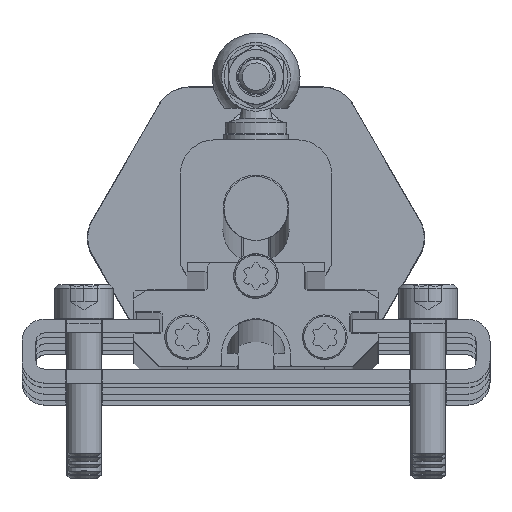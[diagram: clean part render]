
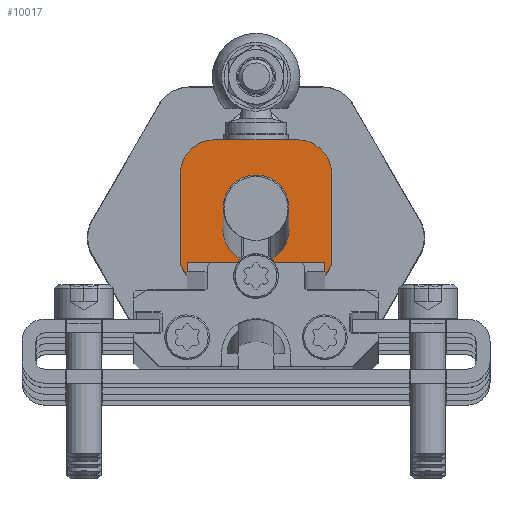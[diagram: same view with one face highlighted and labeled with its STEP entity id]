
A CAD part, top view. The second image highlights one B-rep face of the part: STEP entity #10017.
In plain terms, the highlighted planar face has unit normal (0, 0, 1).
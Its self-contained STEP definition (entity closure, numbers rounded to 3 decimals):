
#637=LINE('',#14958,#1289);
#667=LINE('',#15067,#1319);
#669=LINE('',#15072,#1321);
#673=LINE('',#15080,#1325);
#680=LINE('',#15097,#1332);
#681=LINE('',#15098,#1333);
#682=LINE('',#15100,#1334);
#683=LINE('',#15104,#1335);
#684=LINE('',#15108,#1336);
#685=LINE('',#15110,#1337);
#686=LINE('',#15112,#1338);
#687=LINE('',#15116,#1339);
#688=LINE('',#15118,#1340);
#689=LINE('',#15120,#1341);
#690=LINE('',#15122,#1342);
#691=LINE('',#15127,#1343);
#692=LINE('',#15129,#1344);
#693=LINE('',#15130,#1345);
#694=LINE('',#15134,#1346);
#695=LINE('',#15135,#1347);
#1289=VECTOR('',#12706,1000.);
#1319=VECTOR('',#12766,1000.);
#1321=VECTOR('',#12770,1000.);
#1325=VECTOR('',#12774,1000.);
#1332=VECTOR('',#12785,1000.);
#1333=VECTOR('',#12786,1000.);
#1334=VECTOR('',#12787,1000.);
#1335=VECTOR('',#12790,1000.);
#1336=VECTOR('',#12793,1000.);
#1337=VECTOR('',#12794,1000.);
#1338=VECTOR('',#12795,1000.);
#1339=VECTOR('',#12798,1000.);
#1340=VECTOR('',#12799,1000.);
#1341=VECTOR('',#12800,1000.);
#1342=VECTOR('',#12801,1000.);
#1343=VECTOR('',#12806,1000.);
#1344=VECTOR('',#12807,1000.);
#1345=VECTOR('',#12808,1000.);
#1346=VECTOR('',#12811,1000.);
#1347=VECTOR('',#12812,1000.);
#3235=ORIENTED_EDGE('',*,*,#4607,.F.);
#3236=ORIENTED_EDGE('',*,*,#4608,.F.);
#3237=ORIENTED_EDGE('',*,*,#4594,.T.);
#3238=ORIENTED_EDGE('',*,*,#4609,.T.);
#3239=ORIENTED_EDGE('',*,*,#4610,.T.);
#3240=ORIENTED_EDGE('',*,*,#4611,.T.);
#3241=ORIENTED_EDGE('',*,*,#4612,.T.);
#3242=ORIENTED_EDGE('',*,*,#4613,.F.);
#3243=ORIENTED_EDGE('',*,*,#4614,.T.);
#3244=ORIENTED_EDGE('',*,*,#4615,.T.);
#3245=ORIENTED_EDGE('',*,*,#4616,.T.);
#3246=ORIENTED_EDGE('',*,*,#4617,.T.);
#3247=ORIENTED_EDGE('',*,*,#4618,.T.);
#3248=ORIENTED_EDGE('',*,*,#4619,.T.);
#3249=ORIENTED_EDGE('',*,*,#4620,.T.);
#3250=ORIENTED_EDGE('',*,*,#4621,.T.);
#3251=ORIENTED_EDGE('',*,*,#4622,.T.);
#3252=ORIENTED_EDGE('',*,*,#4552,.T.);
#3253=ORIENTED_EDGE('',*,*,#4623,.T.);
#3254=ORIENTED_EDGE('',*,*,#4624,.T.);
#3255=ORIENTED_EDGE('',*,*,#4625,.T.);
#3256=ORIENTED_EDGE('',*,*,#4600,.T.);
#3257=ORIENTED_EDGE('',*,*,#4626,.T.);
#3258=ORIENTED_EDGE('',*,*,#4627,.T.);
#3259=ORIENTED_EDGE('',*,*,#4628,.T.);
#3260=ORIENTED_EDGE('',*,*,#4596,.T.);
#3261=ORIENTED_EDGE('',*,*,#4629,.F.);
#4552=EDGE_CURVE('',#5372,#5371,#637,.T.);
#4594=EDGE_CURVE('',#5396,#5403,#667,.T.);
#4596=EDGE_CURVE('',#5406,#5404,#669,.T.);
#4600=EDGE_CURVE('',#5410,#5409,#673,.T.);
#4607=EDGE_CURVE('',#5416,#5417,#5873,.T.);
#4608=EDGE_CURVE('',#5396,#5416,#680,.T.);
#4609=EDGE_CURVE('',#5403,#5418,#681,.T.);
#4610=EDGE_CURVE('',#5418,#5419,#682,.T.);
#4611=EDGE_CURVE('',#5419,#5420,#5874,.T.);
#4612=EDGE_CURVE('',#5420,#5421,#683,.T.);
#4613=EDGE_CURVE('',#5422,#5421,#5875,.T.);
#4614=EDGE_CURVE('',#5422,#5423,#684,.T.);
#4615=EDGE_CURVE('',#5423,#5424,#685,.T.);
#4616=EDGE_CURVE('',#5424,#5425,#686,.T.);
#4617=EDGE_CURVE('',#5425,#5426,#5876,.T.);
#4618=EDGE_CURVE('',#5426,#5427,#687,.T.);
#4619=EDGE_CURVE('',#5427,#5428,#688,.T.);
#4620=EDGE_CURVE('',#5428,#5429,#689,.T.);
#4621=EDGE_CURVE('',#5429,#5430,#690,.T.);
#4622=EDGE_CURVE('',#5430,#5372,#5877,.T.);
#4623=EDGE_CURVE('',#5371,#5431,#5878,.T.);
#4624=EDGE_CURVE('',#5431,#5432,#691,.T.);
#4625=EDGE_CURVE('',#5432,#5410,#692,.T.);
#4626=EDGE_CURVE('',#5409,#5433,#693,.T.);
#4627=EDGE_CURVE('',#5433,#5434,#5879,.T.);
#4628=EDGE_CURVE('',#5434,#5406,#694,.T.);
#4629=EDGE_CURVE('',#5417,#5404,#695,.T.);
#5371=VERTEX_POINT('',#14957);
#5372=VERTEX_POINT('',#14959);
#5396=VERTEX_POINT('',#15053);
#5403=VERTEX_POINT('',#15066);
#5404=VERTEX_POINT('',#15070);
#5406=VERTEX_POINT('',#15073);
#5409=VERTEX_POINT('',#15079);
#5410=VERTEX_POINT('',#15081);
#5416=VERTEX_POINT('',#15095);
#5417=VERTEX_POINT('',#15096);
#5418=VERTEX_POINT('',#15099);
#5419=VERTEX_POINT('',#15101);
#5420=VERTEX_POINT('',#15103);
#5421=VERTEX_POINT('',#15105);
#5422=VERTEX_POINT('',#15107);
#5423=VERTEX_POINT('',#15109);
#5424=VERTEX_POINT('',#15111);
#5425=VERTEX_POINT('',#15113);
#5426=VERTEX_POINT('',#15115);
#5427=VERTEX_POINT('',#15117);
#5428=VERTEX_POINT('',#15119);
#5429=VERTEX_POINT('',#15121);
#5430=VERTEX_POINT('',#15123);
#5431=VERTEX_POINT('',#15126);
#5432=VERTEX_POINT('',#15128);
#5433=VERTEX_POINT('',#15131);
#5434=VERTEX_POINT('',#15133);
#5873=CIRCLE('',#10803,4.81);
#5874=CIRCLE('',#10804,0.5);
#5875=CIRCLE('',#10805,0.5);
#5876=CIRCLE('',#10806,0.75);
#5877=CIRCLE('',#10807,5.);
#5878=CIRCLE('',#10808,5.);
#5879=CIRCLE('',#10809,0.75);
#6309=EDGE_LOOP('',(#3235,#3236,#3237,#3238,#3239,#3240,#3241,#3242,#3243,
#3244,#3245,#3246,#3247,#3248,#3249,#3250,#3251,#3252,#3253,#3254,#3255,
#3256,#3257,#3258,#3259,#3260,#3261));
#6824=FACE_BOUND('',#6309,.T.);
#7123=PLANE('',#10802);
#10017=ADVANCED_FACE('',(#6824),#7123,.T.);
#10802=AXIS2_PLACEMENT_3D('',#15093,#12781,#12782);
#10803=AXIS2_PLACEMENT_3D('',#15094,#12783,#12784);
#10804=AXIS2_PLACEMENT_3D('',#15102,#12788,#12789);
#10805=AXIS2_PLACEMENT_3D('',#15106,#12791,#12792);
#10806=AXIS2_PLACEMENT_3D('',#15114,#12796,#12797);
#10807=AXIS2_PLACEMENT_3D('',#15124,#12802,#12803);
#10808=AXIS2_PLACEMENT_3D('',#15125,#12804,#12805);
#10809=AXIS2_PLACEMENT_3D('',#15132,#12809,#12810);
#12706=DIRECTION('',(-1.,0.,0.));
#12766=DIRECTION('',(1.,0.,0.));
#12770=DIRECTION('',(1.,0.,0.));
#12774=DIRECTION('',(1.,0.,0.));
#12781=DIRECTION('',(0.,0.,1.));
#12782=DIRECTION('',(1.,0.,0.));
#12783=DIRECTION('',(0.,0.,1.));
#12784=DIRECTION('',(1.,0.,0.));
#12785=DIRECTION('',(0.,1.,0.));
#12786=DIRECTION('',(0.94,-0.342,0.));
#12787=DIRECTION('',(1.,0.,0.));
#12788=DIRECTION('',(0.,0.,1.));
#12789=DIRECTION('',(1.,0.,0.));
#12790=DIRECTION('',(0.5,0.866,0.));
#12791=DIRECTION('',(0.,0.,1.));
#12792=DIRECTION('',(1.,0.,0.));
#12793=DIRECTION('',(0.707,-0.707,0.));
#12794=DIRECTION('',(1.,0.,0.));
#12795=DIRECTION('',(0.,-1.,0.));
#12796=DIRECTION('',(0.,0.,1.));
#12797=DIRECTION('',(1.,0.,0.));
#12798=DIRECTION('',(0.,1.,0.));
#12799=DIRECTION('',(1.,0.,0.));
#12800=DIRECTION('',(0.5,0.866,0.));
#12801=DIRECTION('',(0.,1.,0.));
#12802=DIRECTION('',(0.,0.,1.));
#12803=DIRECTION('',(1.,0.,0.));
#12804=DIRECTION('',(0.,0.,1.));
#12805=DIRECTION('',(1.,0.,0.));
#12806=DIRECTION('',(0.,-1.,0.));
#12807=DIRECTION('',(0.5,-0.866,0.));
#12808=DIRECTION('',(0.,-1.,0.));
#12809=DIRECTION('',(0.,0.,1.));
#12810=DIRECTION('',(1.,0.,0.));
#12811=DIRECTION('',(0.,1.,0.));
#12812=DIRECTION('',(0.,-1.,0.));
#14957=CARTESIAN_POINT('',(-6.,19.8,20.));
#14958=CARTESIAN_POINT('',(6.,19.8,20.));
#14959=CARTESIAN_POINT('',(6.,19.8,20.));
#15053=CARTESIAN_POINT('',(2.265,0.,20.));
#15066=CARTESIAN_POINT('',(2.806,0.,20.));
#15067=CARTESIAN_POINT('',(-8.2,0.,20.));
#15070=CARTESIAN_POINT('',(-2.265,0.,20.));
#15072=CARTESIAN_POINT('',(-8.2,0.,20.));
#15073=CARTESIAN_POINT('',(-8.2,0.,20.));
#15079=CARTESIAN_POINT('',(-9.7,0.,20.));
#15080=CARTESIAN_POINT('',(-10.019,0.,20.));
#15081=CARTESIAN_POINT('',(-10.019,0.,20.));
#15093=CARTESIAN_POINT('',(-8.95,-0.21,20.));
#15094=CARTESIAN_POINT('',(0.,6.8,20.));
#15095=CARTESIAN_POINT('',(2.265,2.557,20.));
#15096=CARTESIAN_POINT('',(-2.265,2.557,20.));
#15097=CARTESIAN_POINT('',(2.265,0.,20.));
#15098=CARTESIAN_POINT('',(2.806,0.,20.));
#15099=CARTESIAN_POINT('',(4.18,-0.5,20.));
#15100=CARTESIAN_POINT('',(4.18,-0.5,20.));
#15101=CARTESIAN_POINT('',(5.938,-0.5,20.));
#15102=CARTESIAN_POINT('',(5.938,0.,20.));
#15103=CARTESIAN_POINT('',(6.371,-0.25,20.));
#15104=CARTESIAN_POINT('',(6.371,-0.25,20.));
#15105=CARTESIAN_POINT('',(6.637,0.21,20.));
#15106=CARTESIAN_POINT('',(7.07,-0.04,20.));
#15107=CARTESIAN_POINT('',(7.424,0.314,20.));
#15108=CARTESIAN_POINT('',(7.424,0.314,20.));
#15109=CARTESIAN_POINT('',(7.737,0.,20.));
#15110=CARTESIAN_POINT('',(7.737,0.,20.));
#15111=CARTESIAN_POINT('',(8.2,0.,20.));
#15112=CARTESIAN_POINT('',(8.2,0.,20.));
#15113=CARTESIAN_POINT('',(8.2,-0.21,20.));
#15114=CARTESIAN_POINT('',(8.95,-0.21,20.));
#15115=CARTESIAN_POINT('',(9.7,-0.21,20.));
#15116=CARTESIAN_POINT('',(9.7,-0.21,20.));
#15117=CARTESIAN_POINT('',(9.7,0.,20.));
#15118=CARTESIAN_POINT('',(9.7,0.,20.));
#15119=CARTESIAN_POINT('',(10.019,0.,20.));
#15120=CARTESIAN_POINT('',(10.019,0.,20.));
#15121=CARTESIAN_POINT('',(11.,1.7,20.));
#15122=CARTESIAN_POINT('',(11.,1.7,20.));
#15123=CARTESIAN_POINT('',(11.,14.8,20.));
#15124=CARTESIAN_POINT('',(6.,14.8,20.));
#15125=CARTESIAN_POINT('',(-6.,14.8,20.));
#15126=CARTESIAN_POINT('',(-11.,14.8,20.));
#15127=CARTESIAN_POINT('',(-11.,14.8,20.));
#15128=CARTESIAN_POINT('',(-11.,1.7,20.));
#15129=CARTESIAN_POINT('',(-11.,1.7,20.));
#15130=CARTESIAN_POINT('',(-9.7,0.,20.));
#15131=CARTESIAN_POINT('',(-9.7,-0.21,20.));
#15132=CARTESIAN_POINT('',(-8.95,-0.21,20.));
#15133=CARTESIAN_POINT('',(-8.2,-0.21,20.));
#15134=CARTESIAN_POINT('',(-8.2,-0.21,20.));
#15135=CARTESIAN_POINT('',(-2.265,2.557,20.));
